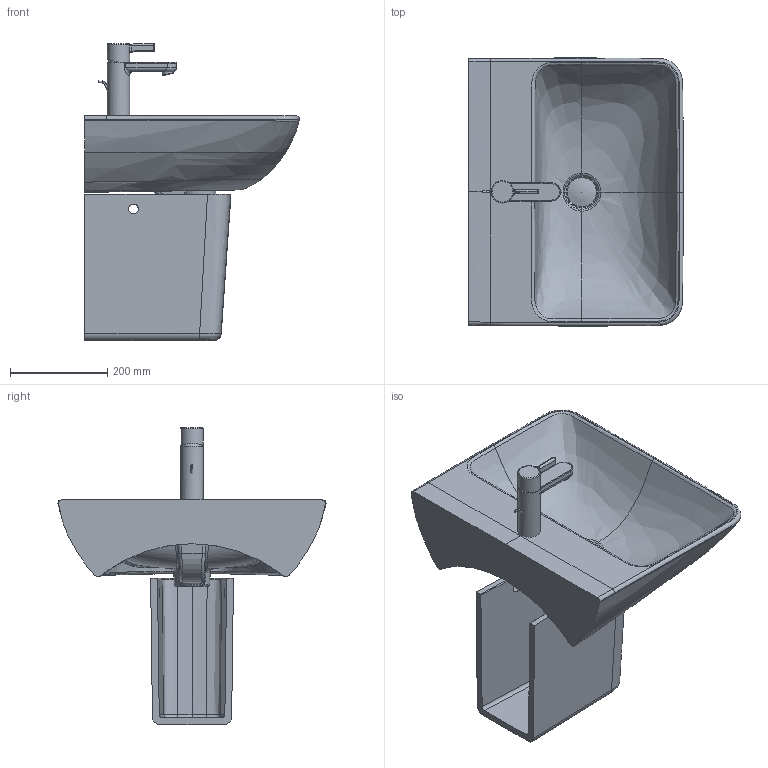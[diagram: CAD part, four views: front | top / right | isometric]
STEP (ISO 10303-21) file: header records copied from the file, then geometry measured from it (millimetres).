
FILE_DESCRIPTION((''),'2;1');
FILE_NAME('233555_1.stp','2015-11-06T14:04:38',('Administrator'),(''),'Autodesk Inventor 2011','Autodesk Inventor 2011','');
FILE_SCHEMA(('CONFIG_CONTROL_DESIGN'));
Length unit declared in the file: millimetre
Products named in the file (11): 233555_1; 233555; 085840; Armatur Durastyle Waschtisch; Fassung Sieb; Griff; Gehäuse; Hebel_Ventil; Gleitring; Kelch; Stopfen
Assembly tree (10 placements, depth 3):
  233555_1
    233555
    085840
    Armatur Durastyle Waschtisch
      Fassung Sieb
      Griff
      Gehäuse
      Hebel_Ventil
      Gleitring
    Kelch
    Stopfen
Bounding box: 440.16 x 549.99 x 609.54 mm (x, y, z)
Volume: 14023813.8 mm3; surface area: 1399750.8 mm2
Topology: 8 solids, 10 shells, 312 faces, 758 edges, 458 vertices
Faces by surface type: bspline 128, cylinder 78, plane 77, torus 18, sphere 7, cone 4
Full cylindrical faces by diameter (mm): 4 x2, 20 x2, 20.15 x1, 21.15 x1, 23.15 x1, 35 x1, 42 x1, 44 x1, 46 x2, 46.21 x1, 60 x1
Entity records: 96540 total; most frequent: CARTESIAN_POINT 89504, ORIENTED_EDGE 1426, DIRECTION 1140, EDGE_CURVE 715, AXIS2_PLACEMENT_3D 462, VERTEX_POINT 446, EDGE_LOOP 369, FACE_OUTER_BOUND 311
